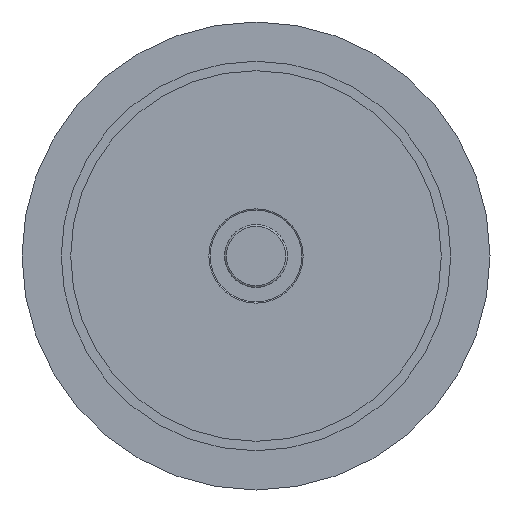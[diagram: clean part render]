
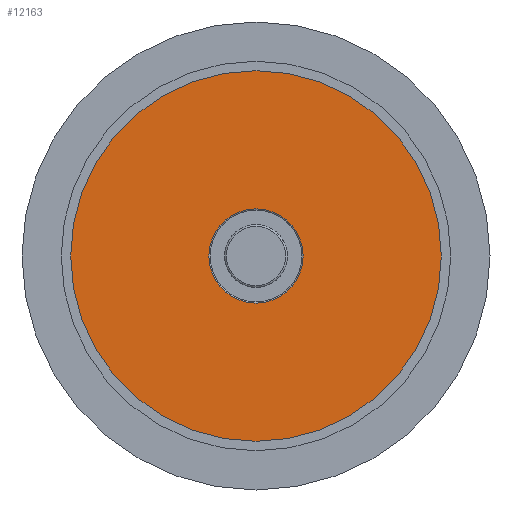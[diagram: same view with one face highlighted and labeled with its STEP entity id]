
A CAD part, front view. The second image highlights one B-rep face of the part: STEP entity #12163.
In plain terms, the highlighted planar face has unit normal (0, -1, 0).
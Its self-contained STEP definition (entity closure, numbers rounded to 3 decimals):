
#97 = CARTESIAN_POINT ( 'NONE',  ( -25.548, -7., -14.75 ) ) ;
#990 = DIRECTION ( 'NONE',  ( 0.866, 0., 0.5 ) ) ;
#1070 = ORIENTED_EDGE ( 'NONE', *, *, #1786, .T. ) ;
#1138 = FACE_BOUND ( 'NONE', #7691, .T. ) ;
#1786 = EDGE_CURVE ( 'NONE', #5627, #7009, #13601, .T. ) ;
#2004 = EDGE_CURVE ( 'NONE', #7009, #5627, #7644, .T. ) ;
#2395 = CARTESIAN_POINT ( 'NONE',  ( 0., -7., 0. ) ) ;
#2636 = AXIS2_PLACEMENT_3D ( 'NONE', #3599, #8154, #11604 ) ;
#3339 = AXIS2_PLACEMENT_3D ( 'NONE', #10963, #6554, #9703 ) ;
#3515 = DIRECTION ( 'NONE',  ( -0.866, 0., -0.5 ) ) ;
#3599 = CARTESIAN_POINT ( 'NONE',  ( 0., -7., 0. ) ) ;
#4090 = VERTEX_POINT ( 'NONE', #11549 ) ;
#5627 = VERTEX_POINT ( 'NONE', #97 ) ;
#5674 = PLANE ( 'NONE',  #8572 ) ;
#5713 = ORIENTED_EDGE ( 'NONE', *, *, #12377, .T. ) ;
#5719 = AXIS2_PLACEMENT_3D ( 'NONE', #6641, #8823, #990 ) ;
#5767 = EDGE_LOOP ( 'NONE', ( #8730, #1070 ) ) ;
#6554 = DIRECTION ( 'NONE',  ( 0., 1., 0. ) ) ;
#6641 = CARTESIAN_POINT ( 'NONE',  ( 0., -7., 0. ) ) ;
#6903 = CIRCLE ( 'NONE', #10967, 7.5 ) ;
#7009 = VERTEX_POINT ( 'NONE', #9729 ) ;
#7644 = CIRCLE ( 'NONE', #5719, 29.5 ) ;
#7691 = EDGE_LOOP ( 'NONE', ( #5713, #7804 ) ) ;
#7804 = ORIENTED_EDGE ( 'NONE', *, *, #14537, .T. ) ;
#8154 = DIRECTION ( 'NONE',  ( 0., -1., 0. ) ) ;
#8572 = AXIS2_PLACEMENT_3D ( 'NONE', #2395, #11441, #3515 ) ;
#8730 = ORIENTED_EDGE ( 'NONE', *, *, #2004, .T. ) ;
#8823 = DIRECTION ( 'NONE',  ( 0., -1., 0. ) ) ;
#9703 = DIRECTION ( 'NONE',  ( -0.866, 0., -0.5 ) ) ;
#9729 = CARTESIAN_POINT ( 'NONE',  ( 25.548, -7., 14.75 ) ) ;
#9784 = CIRCLE ( 'NONE', #3339, 7.5 ) ;
#10006 = CARTESIAN_POINT ( 'NONE',  ( 0., -7., 0. ) ) ;
#10887 = VERTEX_POINT ( 'NONE', #12346 ) ;
#10963 = CARTESIAN_POINT ( 'NONE',  ( 0., -7., 0. ) ) ;
#10967 = AXIS2_PLACEMENT_3D ( 'NONE', #10006, #13514, #12191 ) ;
#11441 = DIRECTION ( 'NONE',  ( 0., 1., 0. ) ) ;
#11549 = CARTESIAN_POINT ( 'NONE',  ( -6.495, -7., -3.75 ) ) ;
#11604 = DIRECTION ( 'NONE',  ( 0.866, 0., 0.5 ) ) ;
#12163 = ADVANCED_FACE ( 'NONE', ( #1138, #13675 ), #5674, .F. ) ;
#12191 = DIRECTION ( 'NONE',  ( -0.866, 0., -0.5 ) ) ;
#12346 = CARTESIAN_POINT ( 'NONE',  ( 6.495, -7., 3.75 ) ) ;
#12377 = EDGE_CURVE ( 'NONE', #4090, #10887, #6903, .T. ) ;
#13514 = DIRECTION ( 'NONE',  ( 0., 1., 0. ) ) ;
#13601 = CIRCLE ( 'NONE', #2636, 29.5 ) ;
#13675 = FACE_OUTER_BOUND ( 'NONE', #5767, .T. ) ;
#14537 = EDGE_CURVE ( 'NONE', #10887, #4090, #9784, .T. ) ;
